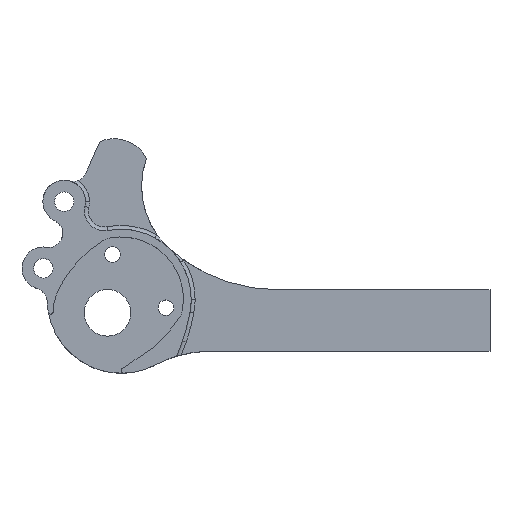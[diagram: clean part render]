
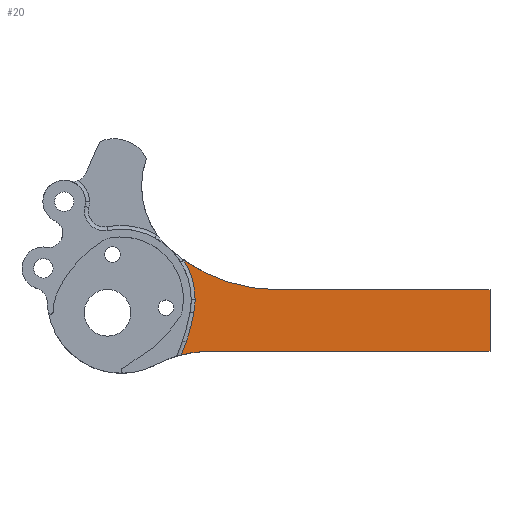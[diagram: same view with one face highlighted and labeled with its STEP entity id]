
A CAD part, top view. The second image highlights one B-rep face of the part: STEP entity #20.
In plain terms, the highlighted planar face has unit normal (0, 0, 1).
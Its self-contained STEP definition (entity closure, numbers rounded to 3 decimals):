
#20 = ADVANCED_FACE ( 'NONE', ( #1972 ), #257, .T. ) ;
#43 = CIRCLE ( 'NONE', #202, 41.369 ) ;
#49 = CARTESIAN_POINT ( 'NONE',  ( 26.386, -9.906, 0. ) ) ;
#110 = VERTEX_POINT ( 'NONE', #49 ) ;
#117 = CIRCLE ( 'NONE', #447, 19.05 ) ;
#122 = CARTESIAN_POINT ( 'NONE',  ( 43.618, 47.338, 0. ) ) ;
#132 = CARTESIAN_POINT ( 'NONE',  ( -33.247, 10.471, 0. ) ) ;
#140 = CARTESIAN_POINT ( 'NONE',  ( 98.507, 5.969, 0. ) ) ;
#202 = AXIS2_PLACEMENT_3D ( 'NONE', #122, #1667, #2447 ) ;
#219 = EDGE_CURVE ( 'NONE', #246, #110, #619, .T. ) ;
#246 = VERTEX_POINT ( 'NONE', #1953 ) ;
#254 = CARTESIAN_POINT ( 'NONE',  ( 0., 0., 0. ) ) ;
#257 = PLANE ( 'NONE',  #446 ) ;
#287 = EDGE_CURVE ( 'NONE', #513, #246, #929, .T. ) ;
#291 = DIRECTION ( 'NONE',  ( 1., 0., 0. ) ) ;
#304 = CARTESIAN_POINT ( 'NONE',  ( 19.642, 13.625, 0. ) ) ;
#306 = VECTOR ( 'NONE', #1592, 1000. ) ;
#406 = DIRECTION ( 'NONE',  ( -1., 0., 0. ) ) ;
#417 = ORIENTED_EDGE ( 'NONE', *, *, #1644, .F. ) ;
#446 = AXIS2_PLACEMENT_3D ( 'NONE', #254, #1941, #2334 ) ;
#447 = AXIS2_PLACEMENT_3D ( 'NONE', #498, #684, #291 ) ;
#498 = CARTESIAN_POINT ( 'NONE',  ( 3.504, 3.504, 0. ) ) ;
#513 = VERTEX_POINT ( 'NONE', #1516 ) ;
#518 = DIRECTION ( 'NONE',  ( 1., 0., 0. ) ) ;
#557 = CIRCLE ( 'NONE', #1744, 19.05 ) ;
#559 = ORIENTED_EDGE ( 'NONE', *, *, #1349, .T. ) ;
#577 = DIRECTION ( 'NONE',  ( 1., 0., 0. ) ) ;
#596 = DIRECTION ( 'NONE',  ( 0., 0., -1. ) ) ;
#619 = CIRCLE ( 'NONE', #1812, 30. ) ;
#648 = CARTESIAN_POINT ( 'NONE',  ( 98.507, 0., 0. ) ) ;
#684 = DIRECTION ( 'NONE',  ( 0., 0., -1. ) ) ;
#797 = VERTEX_POINT ( 'NONE', #140 ) ;
#804 = CARTESIAN_POINT ( 'NONE',  ( 98.507, -9.906, 0. ) ) ;
#820 = EDGE_LOOP ( 'NONE', ( #417, #2304, #2453, #947, #2019, #559, #1230, #2148 ) ) ;
#929 = CIRCLE ( 'NONE', #2338, 56.456 ) ;
#947 = ORIENTED_EDGE ( 'NONE', *, *, #287, .T. ) ;
#984 = CARTESIAN_POINT ( 'NONE',  ( 26.386, -39.906, 0. ) ) ;
#1001 = CARTESIAN_POINT ( 'NONE',  ( 43.618, 5.969, 0. ) ) ;
#1011 = LINE ( 'NONE', #648, #306 ) ;
#1141 = VERTEX_POINT ( 'NONE', #304 ) ;
#1148 = EDGE_CURVE ( 'NONE', #1242, #513, #117, .T. ) ;
#1203 = LINE ( 'NONE', #1915, #1449 ) ;
#1214 = DIRECTION ( 'NONE',  ( 0., 0., -1. ) ) ;
#1230 = ORIENTED_EDGE ( 'NONE', *, *, #2233, .F. ) ;
#1242 = VERTEX_POINT ( 'NONE', #1424 ) ;
#1349 = EDGE_CURVE ( 'NONE', #110, #1386, #1706, .T. ) ;
#1364 = VECTOR ( 'NONE', #1471, 1000. ) ;
#1386 = VERTEX_POINT ( 'NONE', #804 ) ;
#1394 = VERTEX_POINT ( 'NONE', #1001 ) ;
#1424 = CARTESIAN_POINT ( 'NONE',  ( 22.554, 3.504, 0. ) ) ;
#1438 = EDGE_CURVE ( 'NONE', #797, #1394, #1203, .T. ) ;
#1449 = VECTOR ( 'NONE', #406, 1000. ) ;
#1471 = DIRECTION ( 'NONE',  ( 1., 0., 0. ) ) ;
#1516 = CARTESIAN_POINT ( 'NONE',  ( 22.22, -0.045, 0. ) ) ;
#1592 = DIRECTION ( 'NONE',  ( 0., -1., 0. ) ) ;
#1644 = EDGE_CURVE ( 'NONE', #1141, #1394, #43, .T. ) ;
#1654 = DIRECTION ( 'NONE',  ( 0., 0., -1. ) ) ;
#1667 = DIRECTION ( 'NONE',  ( 0., 0., 1. ) ) ;
#1706 = LINE ( 'NONE', #2474, #1364 ) ;
#1744 = AXIS2_PLACEMENT_3D ( 'NONE', #1871, #1214, #1979 ) ;
#1812 = AXIS2_PLACEMENT_3D ( 'NONE', #984, #596, #577 ) ;
#1871 = CARTESIAN_POINT ( 'NONE',  ( 3.504, 3.504, 0. ) ) ;
#1915 = CARTESIAN_POINT ( 'NONE',  ( 0., 5.969, 0. ) ) ;
#1941 = DIRECTION ( 'NONE',  ( 0., 0., 1. ) ) ;
#1953 = CARTESIAN_POINT ( 'NONE',  ( 19.04, -10.819, 0. ) ) ;
#1972 = FACE_OUTER_BOUND ( 'NONE', #820, .T. ) ;
#1979 = DIRECTION ( 'NONE',  ( 1., 0., 0. ) ) ;
#2019 = ORIENTED_EDGE ( 'NONE', *, *, #219, .T. ) ;
#2148 = ORIENTED_EDGE ( 'NONE', *, *, #1438, .T. ) ;
#2197 = EDGE_CURVE ( 'NONE', #1141, #1242, #557, .T. ) ;
#2233 = EDGE_CURVE ( 'NONE', #797, #1386, #1011, .T. ) ;
#2304 = ORIENTED_EDGE ( 'NONE', *, *, #2197, .T. ) ;
#2334 = DIRECTION ( 'NONE',  ( 1., 0., 0. ) ) ;
#2338 = AXIS2_PLACEMENT_3D ( 'NONE', #132, #1654, #518 ) ;
#2447 = DIRECTION ( 'NONE',  ( 1., 0., 0. ) ) ;
#2453 = ORIENTED_EDGE ( 'NONE', *, *, #1148, .T. ) ;
#2474 = CARTESIAN_POINT ( 'NONE',  ( 0., -9.906, 0. ) ) ;
